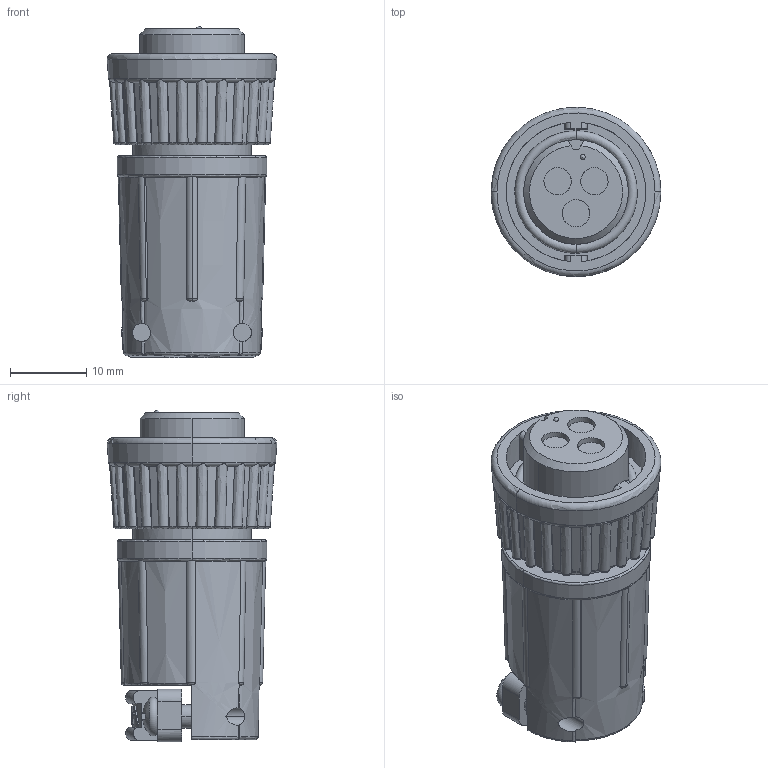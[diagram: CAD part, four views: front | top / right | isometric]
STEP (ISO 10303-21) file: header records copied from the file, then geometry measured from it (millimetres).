
FILE_DESCRIPTION (( 'STEP AP203' ), '1' );
FILE_NAME ('3180-3SG-528.STEP', '2013-05-28T15:12:41', ( '21FPBF1' ), ( 'Conxall' ), 'SwSTEP 2.0', 'SolidWorks 2012', '' );
FILE_SCHEMA (( 'CONFIG_CONTROL_DESIGN' ));
Length unit declared in the file: inch
Products named in the file (1): 3180-3SG-528
Bounding box: 22.22 x 22.22 x 43.4 mm (x, y, z)
Volume: 10197.7 mm3; surface area: 4781.6 mm2
Topology: 1 solids, 1 shells, 383 faces, 1092 edges, 730 vertices
Faces by surface type: plane 136, bspline 119, cylinder 54, cone 38, torus 33, sphere 3
Entity records: 22414 total; most frequent: CARTESIAN_POINT 14318, ORIENTED_EDGE 2180, EDGE_CURVE 1090, DIRECTION 955, VERTEX_POINT 729, B_SPLINE_CURVE_WITH_KNOTS 651, EDGE_LOOP 405, ADVANCED_FACE 383
